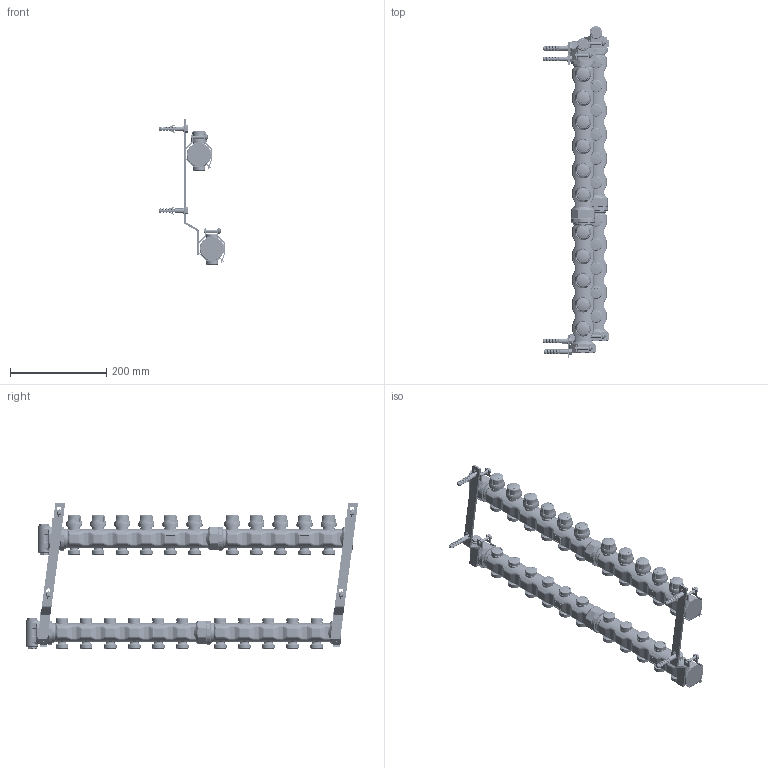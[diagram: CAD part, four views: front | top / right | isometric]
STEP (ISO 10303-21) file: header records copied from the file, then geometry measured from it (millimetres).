
FILE_DESCRIPTION(('CATIA V5 STEP Exchange','CAx-IF Rec.Pracs.--- Model Styling and Organization---1.5--- 2016-08-15','CAx-IF Rec.Pracs.---Supplemental Geometry---1.0---2011-11-01','CAx-IF Rec.Pracs.--- Composite Materials ---3.4---2017-06-13','CAx-IF Rec.Pracs.---Tessellated 3D Geometry---1.0---2015-12-17'),'2;1');
FILE_NAME('STEP_6637M5_-_TST.stp','2025-05-30T09:43:14+00:00',('none'),('none'),'CATIA Version 5-6 Release 2020 SP5','CATIA V5 STEP AP242 v2','none');
FILE_SCHEMA(('AP242_MANAGED_MODEL_BASED_3D_ENGINEERING_MIM_LF {1 0 10303 442 1 1 4}'));
Products named in the file (1): 6637M5 - TST
Bounding box: 137.1 x 689.27 x 302.1 mm (x, y, z)
Volume: 2291030.3 mm3; surface area: 389767.6 mm2
Topology: 1 solids, 27 shells, 10151 faces, 26431 edges, 16005 vertices
Faces by surface type: plane 3914, cylinder 2534, bspline 1746, cone 759, sphere 602, torus 596
Entity records: 374488 total; most frequent: CARTESIAN_POINT 168207, ORIENTED_EDGE 51598, DIRECTION 26618, EDGE_CURVE 25799, VERTEX_POINT 16005, AXIS2_PLACEMENT_3D 11434, B_SPLINE_CURVE_WITH_KNOTS 11047, EDGE_LOOP 10676
